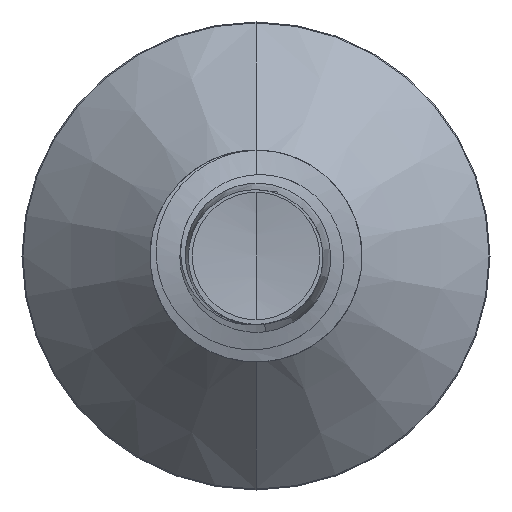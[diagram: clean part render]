
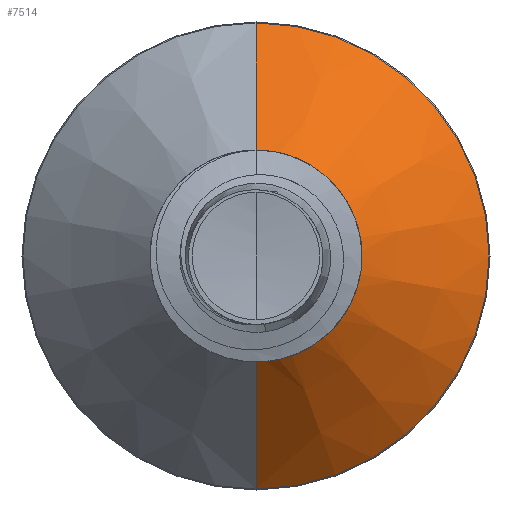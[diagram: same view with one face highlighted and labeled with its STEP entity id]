
A CAD part, front view. The second image highlights one B-rep face of the part: STEP entity #7514.
In plain terms, the highlighted conical face has half-angle 45 degrees and reference radius 0.554 mm.
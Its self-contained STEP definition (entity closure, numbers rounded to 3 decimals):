
#290 = EDGE_CURVE ( 'NONE', #848, #7715, #3689, .T. ) ;
#846 = EDGE_CURVE ( 'NONE', #7715, #11564, #8129, .T. ) ;
#848 = VERTEX_POINT ( 'NONE', #3059 ) ;
#916 = EDGE_CURVE ( 'NONE', #848, #6120, #2757, .T. ) ;
#949 = CARTESIAN_POINT ( 'NONE',  ( 0., 1.479, 0. ) ) ;
#990 = CARTESIAN_POINT ( 'NONE',  ( 0., 1.479, -0.554 ) ) ;
#2417 = VECTOR ( 'NONE', #2869, 1000. ) ;
#2757 = LINE ( 'NONE', #2880, #2417 ) ;
#2869 = DIRECTION ( 'NONE',  ( 0., 0.707, 0.707 ) ) ;
#2880 = CARTESIAN_POINT ( 'NONE',  ( 0., 1.479, 0.554 ) ) ;
#2937 = CARTESIAN_POINT ( 'NONE',  ( 0., 2.245, -1.32 ) ) ;
#3059 = CARTESIAN_POINT ( 'NONE',  ( 0., 1.479, 0.554 ) ) ;
#3086 = DIRECTION ( 'NONE',  ( 0., 0.707, -0.707 ) ) ;
#3140 = CARTESIAN_POINT ( 'NONE',  ( 0., 1.479, -0.554 ) ) ;
#3387 = DIRECTION ( 'NONE',  ( 0., 1., 0. ) ) ;
#3480 = EDGE_CURVE ( 'NONE', #6120, #11564, #9447, .T. ) ;
#3689 = CIRCLE ( 'NONE', #5726, 0.554 ) ;
#4091 = ORIENTED_EDGE ( 'NONE', *, *, #3480, .F. ) ;
#4627 = FACE_OUTER_BOUND ( 'NONE', #8001, .T. ) ;
#4672 = AXIS2_PLACEMENT_3D ( 'NONE', #9364, #3387, #10290 ) ;
#5420 = ORIENTED_EDGE ( 'NONE', *, *, #290, .T. ) ;
#5484 = VECTOR ( 'NONE', #3086, 1000. ) ;
#5726 = AXIS2_PLACEMENT_3D ( 'NONE', #5796, #5784, #5771 ) ;
#5771 = DIRECTION ( 'NONE',  ( 0., 0., 1. ) ) ;
#5784 = DIRECTION ( 'NONE',  ( 0., 1., 0. ) ) ;
#5796 = CARTESIAN_POINT ( 'NONE',  ( 0., 1.479, 0. ) ) ;
#6120 = VERTEX_POINT ( 'NONE', #8948 ) ;
#6995 = DIRECTION ( 'NONE',  ( 0., 0., 1. ) ) ;
#7514 = ADVANCED_FACE ( 'NONE', ( #4627 ), #9284, .T. ) ;
#7715 = VERTEX_POINT ( 'NONE', #990 ) ;
#8001 = EDGE_LOOP ( 'NONE', ( #5420, #9985, #4091, #8837 ) ) ;
#8129 = LINE ( 'NONE', #3140, #5484 ) ;
#8837 = ORIENTED_EDGE ( 'NONE', *, *, #916, .F. ) ;
#8948 = CARTESIAN_POINT ( 'NONE',  ( 0., 2.245, 1.32 ) ) ;
#9033 = AXIS2_PLACEMENT_3D ( 'NONE', #949, #12738, #6995 ) ;
#9284 = CONICAL_SURFACE ( 'NONE', #9033, 0.554, 0.785 ) ;
#9364 = CARTESIAN_POINT ( 'NONE',  ( 0., 2.245, 0. ) ) ;
#9447 = CIRCLE ( 'NONE', #4672, 1.32 ) ;
#9985 = ORIENTED_EDGE ( 'NONE', *, *, #846, .T. ) ;
#10290 = DIRECTION ( 'NONE',  ( 0., 0., 1. ) ) ;
#11564 = VERTEX_POINT ( 'NONE', #2937 ) ;
#12738 = DIRECTION ( 'NONE',  ( 0., 1., 0. ) ) ;
